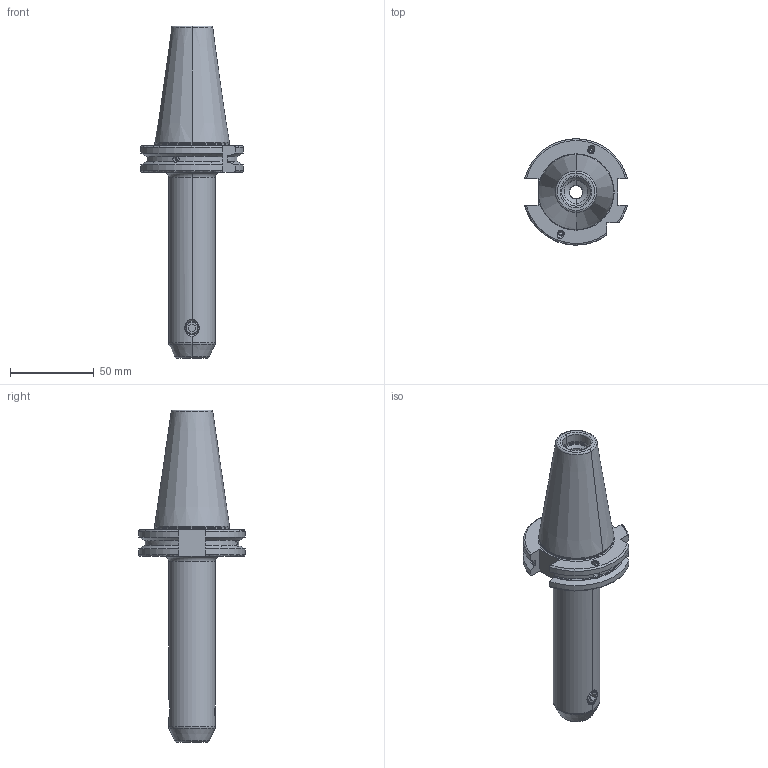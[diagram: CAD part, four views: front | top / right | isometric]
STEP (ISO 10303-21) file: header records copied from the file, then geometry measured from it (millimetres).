
FILE_DESCRIPTION((''),'2;1');
FILE_NAME('403_04_08_130','2021-03-26T',('103090'),(''),'CREO PARAMETRIC BY PTC INC, 2016260','CREO PARAMETRIC BY PTC INC, 2016260','');
FILE_SCHEMA(('CONFIG_CONTROL_DESIGN'));
Length unit declared in the file: millimetre
Products named in the file (1): 403_04_08_130
Bounding box: 61.48 x 63.54 x 198.4 mm (x, y, z)
Volume: 152361.6 mm3; surface area: 34594.9 mm2
Topology: 1 solids, 1 shells, 181 faces, 455 edges, 280 vertices
Faces by surface type: plane 50, cone 46, cylinder 45, torus 38, sphere 2
Entity records: 6096 total; most frequent: CARTESIAN_POINT 1774, DIRECTION 903, ORIENTED_EDGE 898, EDGE_CURVE 449, AXIS2_PLACEMENT_3D 359, VERTEX_POINT 276, EDGE_LOOP 193, VECTOR 185
